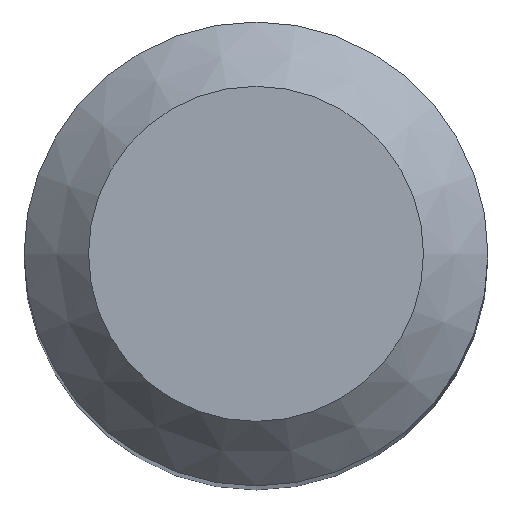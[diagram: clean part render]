
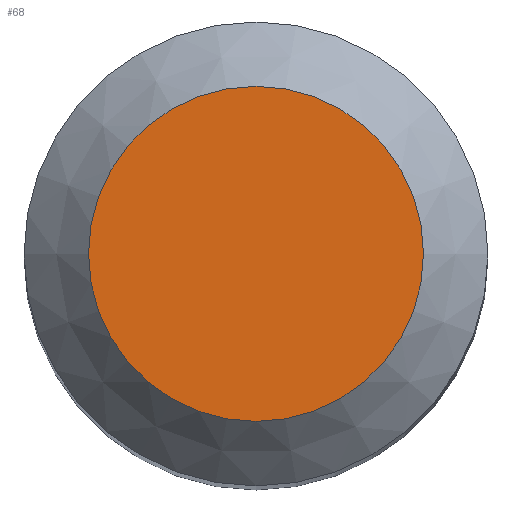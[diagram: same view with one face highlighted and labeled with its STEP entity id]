
A CAD part, top view. The second image highlights one B-rep face of the part: STEP entity #68.
In plain terms, the highlighted planar face has unit normal (0, 0, 1).
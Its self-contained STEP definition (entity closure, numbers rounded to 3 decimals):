
#68=ADVANCED_FACE('',(#80),#77,.T.);
#77=PLANE('',#181);
#80=FACE_OUTER_BOUND('',#85,.T.);
#85=EDGE_LOOP('',(#101));
#101=ORIENTED_EDGE('',*,*,#125,.F.);
#116=VERTEX_POINT('',#273);
#125=EDGE_CURVE('',#116,#116,#133,.T.);
#133=CIRCLE('',#180,5.055);
#180=AXIS2_PLACEMENT_3D('',#272,#210,#211);
#181=AXIS2_PLACEMENT_3D('',#274,#212,#213);
#210=DIRECTION('',(0.,0.,-1.));
#211=DIRECTION('',(1.,0.,0.));
#212=DIRECTION('',(0.,0.,1.));
#213=DIRECTION('',(-1.,0.,0.));
#272=CARTESIAN_POINT('',(0.,0.,0.));
#273=CARTESIAN_POINT('',(5.055,0.,0.));
#274=CARTESIAN_POINT('',(5.055,0.,0.));
